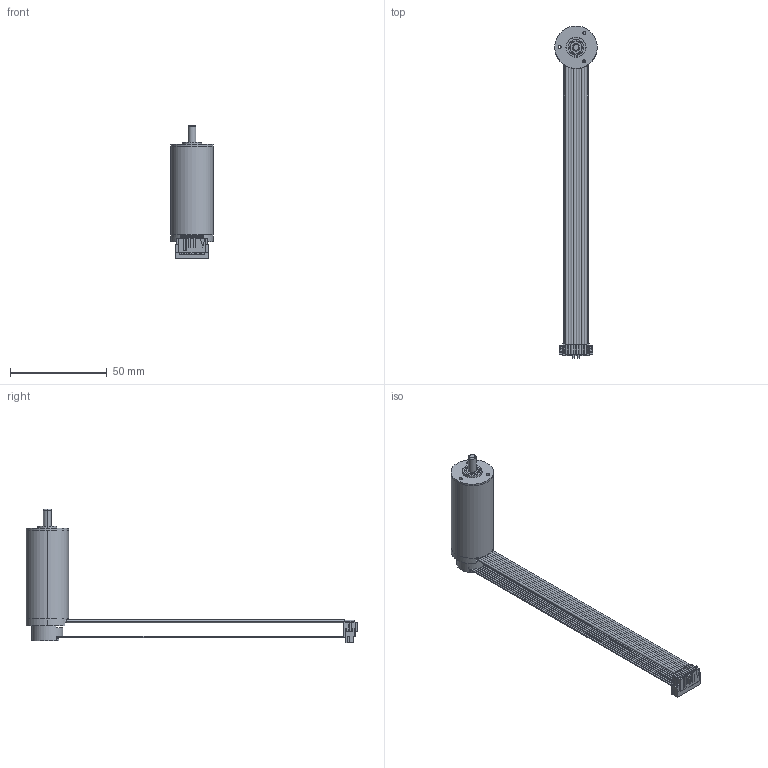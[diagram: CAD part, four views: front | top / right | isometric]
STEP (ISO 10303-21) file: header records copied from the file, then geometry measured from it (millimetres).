
FILE_DESCRIPTION (( 'STEP AP203' ), '1' );
FILE_NAME ('ECU22048+M16.STEP', '2021-12-03T08:48:23', ( '88' ), ( '' ), 'SwSTEP 2.0', 'SolidWorks 2014', '' );
FILE_SCHEMA (( 'CONFIG_CONTROL_DESIGN' ));
Length unit declared in the file: millimetre
Products named in the file (1): ECU22048+M16
Bounding box: 22 x 171.88 x 69.28 mm (x, y, z)
Surface area: 17566.6 mm2 (no closed solid volume)
Topology: 0 solids, 25 shells, 861 faces, 2389 edges, 1599 vertices
Faces by surface type: plane 529, cylinder 245, bspline 64, torus 17, cone 6
Entity records: 29250 total; most frequent: CARTESIAN_POINT 7009, ORIENTED_EDGE 4700, DIRECTION 4455, EDGE_CURVE 2389, VERTEX_POINT 1599, VECTOR 1589, LINE 1589, AXIS2_PLACEMENT_3D 1433
